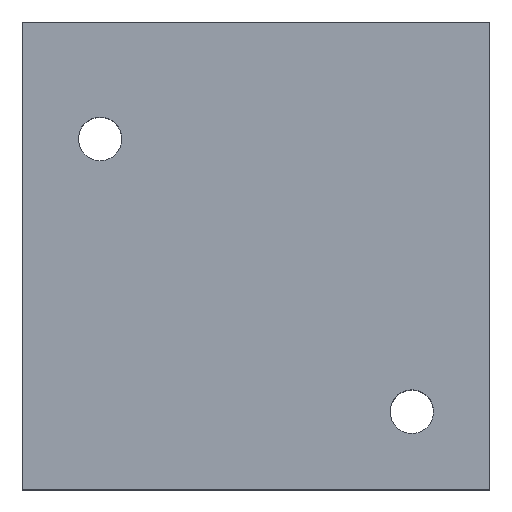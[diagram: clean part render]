
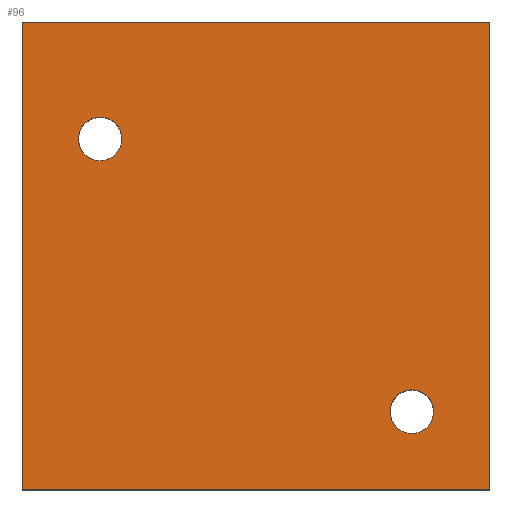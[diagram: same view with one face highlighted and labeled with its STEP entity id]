
A CAD part, top view. The second image highlights one B-rep face of the part: STEP entity #96.
In plain terms, the highlighted planar face has unit normal (0, 0, 1).
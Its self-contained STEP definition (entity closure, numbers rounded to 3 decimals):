
#44 = CIRCLE ( 'NONE', #3450, 2.795 ) ;
#96 = ADVANCED_FACE ( 'NONE', ( #3951, #3902, #1408 ), #2690, .F. ) ;
#121 = CIRCLE ( 'NONE', #654, 2.795 ) ;
#159 = ORIENTED_EDGE ( 'NONE', *, *, #2560, .T. ) ;
#278 = DIRECTION ( 'NONE',  ( 1., 0., 0. ) ) ;
#316 = LINE ( 'NONE', #721, #2075 ) ;
#394 = VECTOR ( 'NONE', #3947, 1000. ) ;
#405 = CARTESIAN_POINT ( 'NONE',  ( -30., -25., 15. ) ) ;
#442 = VERTEX_POINT ( 'NONE', #2889 ) ;
#491 = CARTESIAN_POINT ( 'NONE',  ( 30., 35., 15. ) ) ;
#603 = DIRECTION ( 'NONE',  ( 0., 0., -1. ) ) ;
#620 = DIRECTION ( 'NONE',  ( -1., 0., 0. ) ) ;
#629 = DIRECTION ( 'NONE',  ( 1., 0., 0. ) ) ;
#654 = AXIS2_PLACEMENT_3D ( 'NONE', #1313, #2250, #629 ) ;
#681 = EDGE_CURVE ( 'NONE', #1838, #2258, #3608, .T. ) ;
#721 = CARTESIAN_POINT ( 'NONE',  ( -30., 35., 15. ) ) ;
#853 = EDGE_LOOP ( 'NONE', ( #2057, #1430 ) ) ;
#898 = EDGE_LOOP ( 'NONE', ( #1448, #1377 ) ) ;
#938 = CARTESIAN_POINT ( 'NONE',  ( -30., -25., 15. ) ) ;
#1044 = VERTEX_POINT ( 'NONE', #1885 ) ;
#1169 = CARTESIAN_POINT ( 'NONE',  ( 17.205, -15., 15. ) ) ;
#1271 = VERTEX_POINT ( 'NONE', #491 ) ;
#1313 = CARTESIAN_POINT ( 'NONE',  ( -20., 20., 15. ) ) ;
#1377 = ORIENTED_EDGE ( 'NONE', *, *, #4074, .F. ) ;
#1408 = FACE_OUTER_BOUND ( 'NONE', #3503, .T. ) ;
#1430 = ORIENTED_EDGE ( 'NONE', *, *, #3077, .F. ) ;
#1437 = LINE ( 'NONE', #2663, #394 ) ;
#1448 = ORIENTED_EDGE ( 'NONE', *, *, #1868, .F. ) ;
#1526 = AXIS2_PLACEMENT_3D ( 'NONE', #3748, #3437, #278 ) ;
#1604 = DIRECTION ( 'NONE',  ( -1., 0., 0. ) ) ;
#1675 = ORIENTED_EDGE ( 'NONE', *, *, #2230, .T. ) ;
#1803 = AXIS2_PLACEMENT_3D ( 'NONE', #3928, #2991, #3017 ) ;
#1834 = VERTEX_POINT ( 'NONE', #2647 ) ;
#1838 = VERTEX_POINT ( 'NONE', #3917 ) ;
#1868 = EDGE_CURVE ( 'NONE', #442, #3258, #44, .T. ) ;
#1885 = CARTESIAN_POINT ( 'NONE',  ( 30., -25., 15. ) ) ;
#2057 = ORIENTED_EDGE ( 'NONE', *, *, #681, .F. ) ;
#2075 = VECTOR ( 'NONE', #1604, 1000. ) ;
#2180 = CARTESIAN_POINT ( 'NONE',  ( -30., 35., 15. ) ) ;
#2230 = EDGE_CURVE ( 'NONE', #2936, #1044, #3589, .T. ) ;
#2235 = DIRECTION ( 'NONE',  ( 0., -1., 0. ) ) ;
#2250 = DIRECTION ( 'NONE',  ( 0., 0., 1. ) ) ;
#2258 = VERTEX_POINT ( 'NONE', #3234 ) ;
#2560 = EDGE_CURVE ( 'NONE', #1044, #1271, #1437, .T. ) ;
#2647 = CARTESIAN_POINT ( 'NONE',  ( -30., 35., 15. ) ) ;
#2663 = CARTESIAN_POINT ( 'NONE',  ( 30., -25., 15. ) ) ;
#2666 = AXIS2_PLACEMENT_3D ( 'NONE', #2180, #603, #620 ) ;
#2690 = PLANE ( 'NONE',  #2666 ) ;
#2773 = ORIENTED_EDGE ( 'NONE', *, *, #2944, .T. ) ;
#2889 = CARTESIAN_POINT ( 'NONE',  ( 22.795, -15., 15. ) ) ;
#2936 = VERTEX_POINT ( 'NONE', #3593 ) ;
#2944 = EDGE_CURVE ( 'NONE', #1271, #1834, #316, .T. ) ;
#2991 = DIRECTION ( 'NONE',  ( 0., 0., 1. ) ) ;
#3004 = DIRECTION ( 'NONE',  ( 0., 0., 1. ) ) ;
#3017 = DIRECTION ( 'NONE',  ( 1., 0., 0. ) ) ;
#3031 = CARTESIAN_POINT ( 'NONE',  ( 20., -15., 15. ) ) ;
#3077 = EDGE_CURVE ( 'NONE', #2258, #1838, #121, .T. ) ;
#3078 = VECTOR ( 'NONE', #3462, 1000. ) ;
#3142 = VECTOR ( 'NONE', #2235, 1000. ) ;
#3175 = EDGE_CURVE ( 'NONE', #1834, #2936, #3823, .T. ) ;
#3234 = CARTESIAN_POINT ( 'NONE',  ( -22.795, 20., 15. ) ) ;
#3258 = VERTEX_POINT ( 'NONE', #1169 ) ;
#3351 = ORIENTED_EDGE ( 'NONE', *, *, #3175, .T. ) ;
#3437 = DIRECTION ( 'NONE',  ( 0., 0., 1. ) ) ;
#3450 = AXIS2_PLACEMENT_3D ( 'NONE', #3031, #3004, #3648 ) ;
#3462 = DIRECTION ( 'NONE',  ( 1., 0., 0. ) ) ;
#3503 = EDGE_LOOP ( 'NONE', ( #3351, #1675, #159, #2773 ) ) ;
#3589 = LINE ( 'NONE', #405, #3078 ) ;
#3593 = CARTESIAN_POINT ( 'NONE',  ( -30., -25., 15. ) ) ;
#3608 = CIRCLE ( 'NONE', #1803, 2.795 ) ;
#3648 = DIRECTION ( 'NONE',  ( 1., 0., 0. ) ) ;
#3748 = CARTESIAN_POINT ( 'NONE',  ( 20., -15., 15. ) ) ;
#3823 = LINE ( 'NONE', #938, #3142 ) ;
#3902 = FACE_BOUND ( 'NONE', #898, .T. ) ;
#3917 = CARTESIAN_POINT ( 'NONE',  ( -17.205, 20., 15. ) ) ;
#3928 = CARTESIAN_POINT ( 'NONE',  ( -20., 20., 15. ) ) ;
#3947 = DIRECTION ( 'NONE',  ( 0., 1., 0. ) ) ;
#3950 = CIRCLE ( 'NONE', #1526, 2.795 ) ;
#3951 = FACE_BOUND ( 'NONE', #853, .T. ) ;
#4074 = EDGE_CURVE ( 'NONE', #3258, #442, #3950, .T. ) ;
